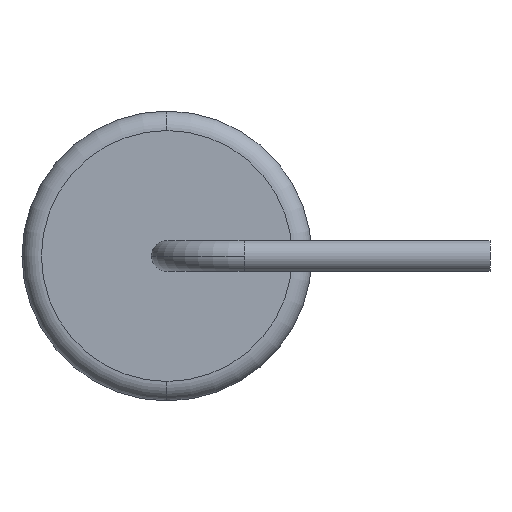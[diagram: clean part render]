
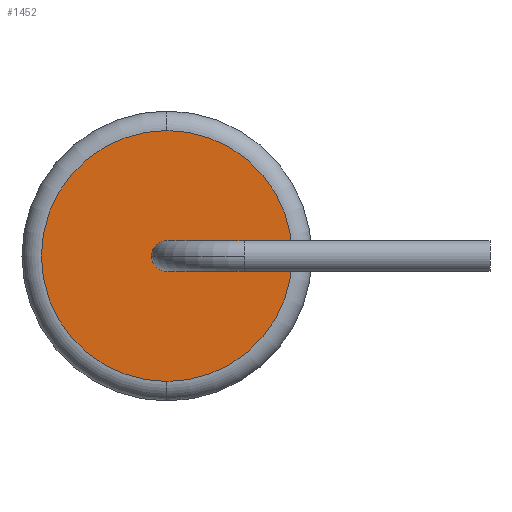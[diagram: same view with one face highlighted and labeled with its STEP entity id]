
A CAD part, left-side view. The second image highlights one B-rep face of the part: STEP entity #1452.
In plain terms, the highlighted planar face has unit normal (-1, 0, 0).
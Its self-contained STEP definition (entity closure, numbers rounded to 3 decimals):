
#362 = DIRECTION ( 'NONE',  ( 1., 0., 0. ) ) ;
#898 = CARTESIAN_POINT ( 'NONE',  ( -9., 0., 0. ) ) ;
#909 = CARTESIAN_POINT ( 'NONE',  ( -9., 0., 0. ) ) ;
#940 = CARTESIAN_POINT ( 'NONE',  ( -9., 0., 3.247 ) ) ;
#1169 = DIRECTION ( 'NONE',  ( 1., 0., 0. ) ) ;
#1452 = ADVANCED_FACE ( 'NONE', ( #2535, #5681 ), #3986, .T. ) ;
#1490 = DIRECTION ( 'NONE',  ( 0., 0., 1. ) ) ;
#1501 = DIRECTION ( 'NONE',  ( 0., 0., 1. ) ) ;
#1609 = EDGE_CURVE ( 'NONE', #5164, #2613, #3355, .T. ) ;
#1684 = DIRECTION ( 'NONE',  ( -1., 0., 0. ) ) ;
#2270 = CARTESIAN_POINT ( 'NONE',  ( -9., 0., 0. ) ) ;
#2355 = VERTEX_POINT ( 'NONE', #940 ) ;
#2460 = EDGE_CURVE ( 'NONE', #2355, #6309, #7646, .T. ) ;
#2465 = AXIS2_PLACEMENT_3D ( 'NONE', #2270, #1684, #5815 ) ;
#2535 = FACE_BOUND ( 'NONE', #4216, .T. ) ;
#2613 = VERTEX_POINT ( 'NONE', #6547 ) ;
#2811 = AXIS2_PLACEMENT_3D ( 'NONE', #909, #5042, #1501 ) ;
#2885 = CARTESIAN_POINT ( 'NONE',  ( -9., 0., -0.4 ) ) ;
#2913 = CARTESIAN_POINT ( 'NONE',  ( -9., 0., 0. ) ) ;
#3197 = AXIS2_PLACEMENT_3D ( 'NONE', #898, #5026, #1490 ) ;
#3355 = CIRCLE ( 'NONE', #2811, 0.4 ) ;
#3511 = AXIS2_PLACEMENT_3D ( 'NONE', #3888, #362, #4490 ) ;
#3888 = CARTESIAN_POINT ( 'NONE',  ( -9., 0., 0. ) ) ;
#3986 = PLANE ( 'NONE',  #2465 ) ;
#4216 = EDGE_LOOP ( 'NONE', ( #6954, #4396 ) ) ;
#4396 = ORIENTED_EDGE ( 'NONE', *, *, #6376, .F. ) ;
#4441 = EDGE_CURVE ( 'NONE', #6309, #2355, #6401, .T. ) ;
#4490 = DIRECTION ( 'NONE',  ( 0., 0., -1. ) ) ;
#4708 = DIRECTION ( 'NONE',  ( 0., 0., -1. ) ) ;
#4894 = AXIS2_PLACEMENT_3D ( 'NONE', #2913, #1169, #4708 ) ;
#5026 = DIRECTION ( 'NONE',  ( -1., 0., 0. ) ) ;
#5042 = DIRECTION ( 'NONE',  ( -1., 0., 0. ) ) ;
#5164 = VERTEX_POINT ( 'NONE', #2885 ) ;
#5485 = ORIENTED_EDGE ( 'NONE', *, *, #2460, .F. ) ;
#5556 = CARTESIAN_POINT ( 'NONE',  ( -9., 0., -3.247 ) ) ;
#5681 = FACE_OUTER_BOUND ( 'NONE', #6092, .T. ) ;
#5815 = DIRECTION ( 'NONE',  ( 0., 0., 1. ) ) ;
#6042 = CIRCLE ( 'NONE', #3197, 0.4 ) ;
#6092 = EDGE_LOOP ( 'NONE', ( #6649, #5485 ) ) ;
#6309 = VERTEX_POINT ( 'NONE', #5556 ) ;
#6376 = EDGE_CURVE ( 'NONE', #2613, #5164, #6042, .T. ) ;
#6401 = CIRCLE ( 'NONE', #3511, 3.247 ) ;
#6547 = CARTESIAN_POINT ( 'NONE',  ( -9., 0., 0.4 ) ) ;
#6649 = ORIENTED_EDGE ( 'NONE', *, *, #4441, .F. ) ;
#6954 = ORIENTED_EDGE ( 'NONE', *, *, #1609, .F. ) ;
#7646 = CIRCLE ( 'NONE', #4894, 3.247 ) ;
